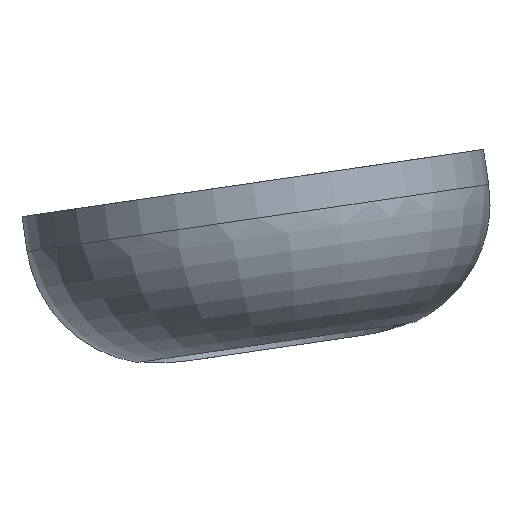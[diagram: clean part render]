
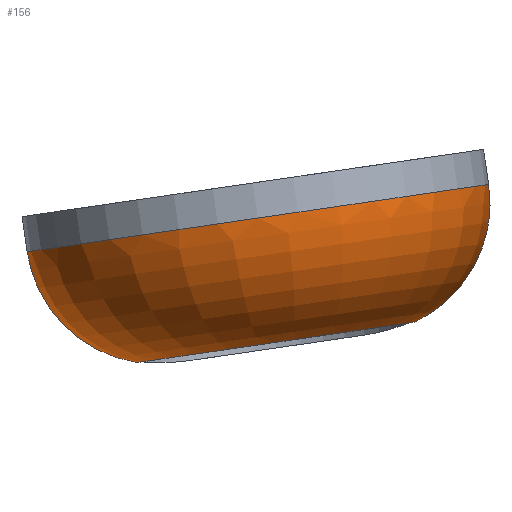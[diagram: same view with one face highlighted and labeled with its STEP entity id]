
A CAD part, front view. The second image highlights one B-rep face of the part: STEP entity #156.
In plain terms, the highlighted toroidal (fillet/blend) face has major radius 3.89 mm and minor radius 5 mm.
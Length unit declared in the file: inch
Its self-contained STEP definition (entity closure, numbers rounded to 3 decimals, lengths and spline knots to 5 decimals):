
#1 = CARTESIAN_POINT ( 'NONE',  ( 0.25876, 7.95371, -2.44501 ) ) ;
#6 = EDGE_CURVE ( 'NONE', #460, #468, #532, .T. ) ;
#23 = AXIS2_PLACEMENT_3D ( 'NONE', #144, #250, #200 ) ;
#84 = DIRECTION ( 'NONE',  ( -0.99, 0., -0.144 ) ) ;
#93 = CARTESIAN_POINT ( 'NONE',  ( -0.25962, 7.95836, -2.45731 ) ) ;
#96 = CARTESIAN_POINT ( 'NONE',  ( -0.32245, 7.96067, -2.33926 ) ) ;
#100 = CARTESIAN_POINT ( 'NONE',  ( 0.29463, 7.95538, -2.42367 ) ) ;
#108 = EDGE_CURVE ( 'NONE', #468, #538, #354, .T. ) ;
#117 = DIRECTION ( 'NONE',  ( 0.99, 0., 0.144 ) ) ;
#128 = CARTESIAN_POINT ( 'NONE',  ( 0.37023, 7.96067, -2.23831 ) ) ;
#129 = VERTEX_POINT ( 'NONE', #128 ) ;
#133 = CARTESIAN_POINT ( 'NONE',  ( -0.29346, 7.95976, -2.41749 ) ) ;
#134 = CARTESIAN_POINT ( 'NONE',  ( 0.02389, 7.96067, -2.28878 ) ) ;
#136 = TOROIDAL_SURFACE ( 'NONE', #23, 0.15315, 0.19685 ) ;
#139 = CARTESIAN_POINT ( 'NONE',  ( 0.31821, 7.95664, -2.4026 ) ) ;
#144 = CARTESIAN_POINT ( 'NONE',  ( 0.02389, 7.96067, -2.28878 ) ) ;
#147 = CARTESIAN_POINT ( 'NONE',  ( 0.3537, 7.95886, -2.35085 ) ) ;
#156 = ADVANCED_FACE ( 'NONE', ( #352 ), #136, .T. ) ;
#172 = CARTESIAN_POINT ( 'NONE',  ( -0.28125, 7.95926, -2.43443 ) ) ;
#183 = CARTESIAN_POINT ( 'NONE',  ( -0.31313, 7.96049, -2.38014 ) ) ;
#189 = CARTESIAN_POINT ( 'NONE',  ( 0.30293, 7.95581, -2.41702 ) ) ;
#200 = DIRECTION ( 'NONE',  ( -0.99, 0., -0.144 ) ) ;
#225 = CARTESIAN_POINT ( 'NONE',  ( 0.25876, 7.95371, -2.44501 ) ) ;
#232 = CARTESIAN_POINT ( 'NONE',  ( -0.25155, 7.95802, -2.46419 ) ) ;
#235 = ORIENTED_EDGE ( 'NONE', *, *, #108, .F. ) ;
#248 = CIRCLE ( 'NONE', #278, 0.35 ) ;
#250 = DIRECTION ( 'NONE',  ( 0.144, 0., -0.99 ) ) ;
#269 = AXIS2_PLACEMENT_3D ( 'NONE', #405, #541, #117 ) ;
#278 = AXIS2_PLACEMENT_3D ( 'NONE', #134, #515, #84 ) ;
#282 = CARTESIAN_POINT ( 'NONE',  ( -0.15664, 7.95419, -2.50555 ) ) ;
#289 = CARTESIAN_POINT ( 'NONE',  ( 0.26826, 7.95411, -2.44057 ) ) ;
#334 = CARTESIAN_POINT ( 'NONE',  ( -0.1971, 7.95574, -2.49534 ) ) ;
#342 = ORIENTED_EDGE ( 'NONE', *, *, #6, .F. ) ;
#344 = CARTESIAN_POINT ( 'NONE',  ( 0.32521, 7.95705, -2.39485 ) ) ;
#352 = FACE_OUTER_BOUND ( 'NONE', #383, .T. ) ;
#354 = B_SPLINE_CURVE_WITH_KNOTS ( 'NONE', 3,
 ( #282, #611, #568, #334, #562, #559, #429, #232, #93, #514, #172, #133, #466, #183, #473, #378 ),
 .UNSPECIFIED., .F., .F.,
 ( 4, 2, 2, 2, 2, 2, 2, 4 ),
 ( 0.00143, 0.00223, 0.00304, 0.00384, 0.00464, 0.00544, 0.00625, 0.00785 ),
 .UNSPECIFIED. ) ;
#378 = CARTESIAN_POINT ( 'NONE',  ( -0.32245, 7.96067, -2.33926 ) ) ;
#383 = EDGE_LOOP ( 'NONE', ( #342, #472, #431, #235 ) ) ;
#386 = CARTESIAN_POINT ( 'NONE',  ( 0.37329, 7.96067, -2.25927 ) ) ;
#389 = CARTESIAN_POINT ( 'NONE',  ( 0.36478, 7.95969, -2.32156 ) ) ;
#397 = CARTESIAN_POINT ( 'NONE',  ( 0.37023, 7.96067, -2.23831 ) ) ;
#405 = CARTESIAN_POINT ( 'NONE',  ( 0.05107, 7.96067, -2.47528 ) ) ;
#427 = CARTESIAN_POINT ( 'NONE',  ( 0.35791, 7.95916, -2.34128 ) ) ;
#429 = CARTESIAN_POINT ( 'NONE',  ( -0.23463, 7.9573, -2.47644 ) ) ;
#431 = ORIENTED_EDGE ( 'NONE', *, *, #500, .F. ) ;
#460 = VERTEX_POINT ( 'NONE', #225 ) ;
#466 = CARTESIAN_POINT ( 'NONE',  ( -0.29894, 7.95997, -2.40847 ) ) ;
#468 = VERTEX_POINT ( 'NONE', #560 ) ;
#472 = ORIENTED_EDGE ( 'NONE', *, *, #563, .F. ) ;
#473 = CARTESIAN_POINT ( 'NONE',  ( -0.3194, 7.96067, -2.36022 ) ) ;
#500 = EDGE_CURVE ( 'NONE', #538, #129, #248, .T. ) ;
#514 = CARTESIAN_POINT ( 'NONE',  ( -0.27449, 7.95898, -2.4424 ) ) ;
#515 = DIRECTION ( 'NONE',  ( -0.144, 0., 0.99 ) ) ;
#519 = CARTESIAN_POINT ( 'NONE',  ( 0.37296, 7.96048, -2.28015 ) ) ;
#532 = CIRCLE ( 'NONE', #269, 0.21 ) ;
#538 = VERTEX_POINT ( 'NONE', #96 ) ;
#541 = DIRECTION ( 'NONE',  ( 0.144, 0., -0.99 ) ) ;
#559 = CARTESIAN_POINT ( 'NONE',  ( -0.22571, 7.95692, -2.48187 ) ) ;
#560 = CARTESIAN_POINT ( 'NONE',  ( -0.15664, 7.95419, -2.50555 ) ) ;
#562 = CARTESIAN_POINT ( 'NONE',  ( -0.20695, 7.95614, -2.49133 ) ) ;
#563 = EDGE_CURVE ( 'NONE', #129, #460, #598, .T. ) ;
#568 = CARTESIAN_POINT ( 'NONE',  ( -0.17717, 7.95496, -2.50165 ) ) ;
#569 = CARTESIAN_POINT ( 'NONE',  ( 0.33793, 7.95782, -2.37828 ) ) ;
#573 = CARTESIAN_POINT ( 'NONE',  ( 0.3437, 7.95819, -2.36939 ) ) ;
#581 = CARTESIAN_POINT ( 'NONE',  ( 0.27733, 7.95453, -2.43541 ) ) ;
#584 = CARTESIAN_POINT ( 'NONE',  ( 0.36745, 7.95992, -2.31135 ) ) ;
#598 = B_SPLINE_CURVE_WITH_KNOTS ( 'NONE', 3,
 ( #397, #386, #519, #584, #389, #427, #147, #573, #569, #344, #139, #189, #100, #581, #289, #1 ),
 .UNSPECIFIED., .F., .F.,
 ( 4, 2, 2, 2, 2, 2, 2, 4 ),
 ( 0., 0.00159, 0.00239, 0.00318, 0.00398, 0.00477, 0.00557, 0.00637 ),
 .UNSPECIFIED. ) ;
#611 = CARTESIAN_POINT ( 'NONE',  ( -0.16701, 7.95457, -2.504 ) ) ;
